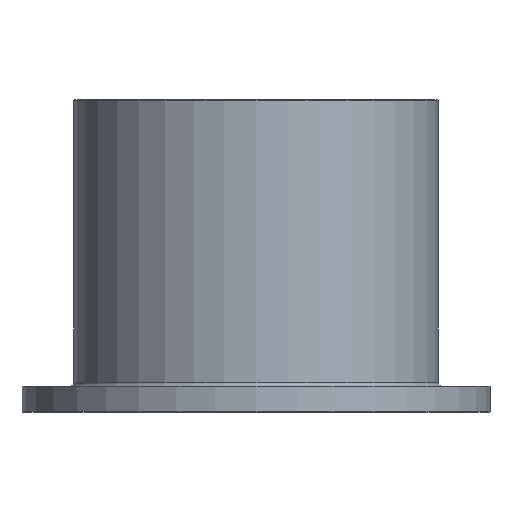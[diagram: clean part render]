
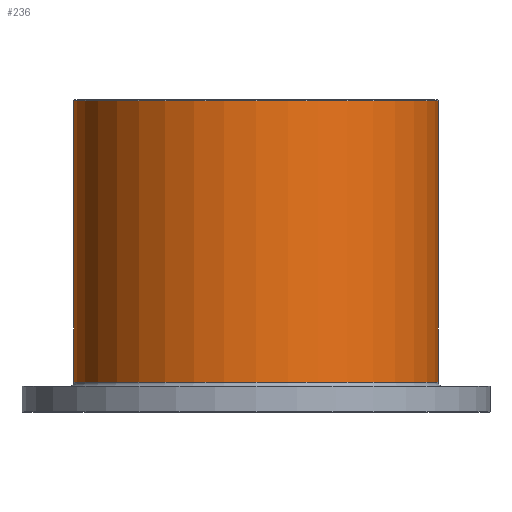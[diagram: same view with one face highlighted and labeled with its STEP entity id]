
A CAD part, front view. The second image highlights one B-rep face of the part: STEP entity #236.
In plain terms, the highlighted cylindrical face has radius 11.113 mm (diameter 22.225 mm), a full revolution.
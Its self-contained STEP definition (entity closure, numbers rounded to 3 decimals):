
#195 = VERTEX_POINT('',#196);
#196 = CARTESIAN_POINT('',(11.113,0.,1.825));
#203 = EDGE_CURVE('',#195,#195,#204,.T.);
#204 = CIRCLE('',#205,11.113);
#205 = AXIS2_PLACEMENT_3D('',#206,#207,#208);
#206 = CARTESIAN_POINT('',(0.,0.,1.825));
#207 = DIRECTION('',(0.,-0.,-1.));
#208 = DIRECTION('',(1.,0.,0.));
#236 = ADVANCED_FACE('',(#237),#256,.T.);
#237 = FACE_BOUND('',#238,.F.);
#238 = EDGE_LOOP('',(#239,#247,#248,#249));
#239 = ORIENTED_EDGE('',*,*,#240,.F.);
#240 = EDGE_CURVE('',#195,#241,#243,.T.);
#241 = VERTEX_POINT('',#242);
#242 = CARTESIAN_POINT('',(11.113,0.,19.019));
#243 = LINE('',#244,#245);
#244 = CARTESIAN_POINT('',(11.113,0.,0.));
#245 = VECTOR('',#246,1.);
#246 = DIRECTION('',(0.,0.,1.));
#247 = ORIENTED_EDGE('',*,*,#203,.T.);
#248 = ORIENTED_EDGE('',*,*,#240,.T.);
#249 = ORIENTED_EDGE('',*,*,#250,.T.);
#250 = EDGE_CURVE('',#241,#241,#251,.T.);
#251 = CIRCLE('',#252,11.113);
#252 = AXIS2_PLACEMENT_3D('',#253,#254,#255);
#253 = CARTESIAN_POINT('',(0.,0.,19.019));
#254 = DIRECTION('',(0.,0.,1.));
#255 = DIRECTION('',(1.,0.,0.));
#256 = CYLINDRICAL_SURFACE('',#257,11.113);
#257 = AXIS2_PLACEMENT_3D('',#258,#259,#260);
#258 = CARTESIAN_POINT('',(0.,0.,0.));
#259 = DIRECTION('',(-0.,-0.,-1.));
#260 = DIRECTION('',(1.,0.,0.));
